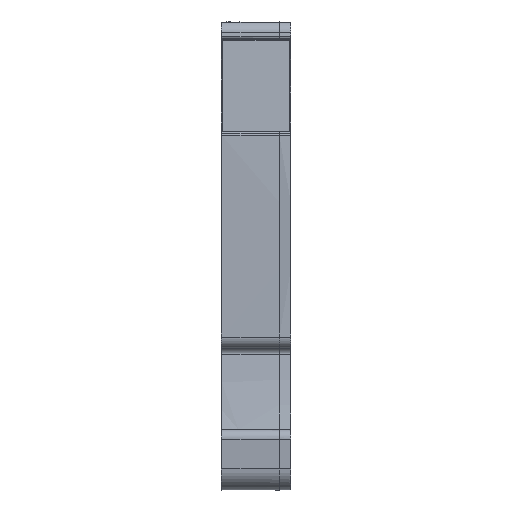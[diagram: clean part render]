
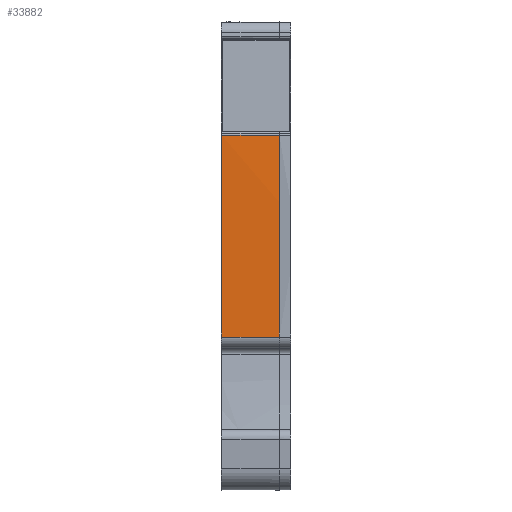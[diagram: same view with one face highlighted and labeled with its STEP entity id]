
A CAD part, front view. The second image highlights one B-rep face of the part: STEP entity #33882.
In plain terms, the highlighted cylindrical face has radius 248.5 mm (diameter 497 mm), a partial arc.
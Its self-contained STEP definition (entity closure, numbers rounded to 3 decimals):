
#19507=AXIS2_PLACEMENT_3D('Circle Axis2P3D',#19505,#19506,$) ;
#33488=AXIS2_PLACEMENT_3D('Cylinder Axis2P3D',#33485,#33486,#33487) ;
#19078=CARTESIAN_POINT('Vertex',(0.05,1.517,13.435)) ;
#19082=CARTESIAN_POINT('Control Point',(0.05,1.891,31.153)) ;
#19083=CARTESIAN_POINT('Control Point',(0.05,1.639,26.729)) ;
#19084=CARTESIAN_POINT('Control Point',(0.05,1.493,22.298)) ;
#19085=CARTESIAN_POINT('Control Point',(0.05,1.452,17.866)) ;
#19086=CARTESIAN_POINT('Control Point',(0.05,1.517,13.435)) ;
#19087=CARTESIAN_POINT('Vertex',(0.05,1.891,31.153)) ;
#19107=CARTESIAN_POINT('Line Origine',(3.66,1.517,13.435)) ;
#19111=CARTESIAN_POINT('Vertex',(5.1,1.517,13.435)) ;
#19502=CARTESIAN_POINT('Vertex',(5.1,1.891,31.153)) ;
#19505=CARTESIAN_POINT('Axis2P3D Location',(5.1,249.99,17.05)) ;
#33180=CARTESIAN_POINT('Line Origine',(3.05,1.891,31.153)) ;
#33485=CARTESIAN_POINT('Axis2P3D Location',(3.05,249.99,17.05)) ;
#19108=DIRECTION('Vector Direction',(-1.,0.,0.)) ;
#19506=DIRECTION('Axis2P3D Direction',(1.,0.,0.)) ;
#33181=DIRECTION('Vector Direction',(1.,0.,0.)) ;
#33486=DIRECTION('Axis2P3D Direction',(1.,0.,0.)) ;
#33487=DIRECTION('Axis2P3D XDirection',(0.,-0.996,0.093)) ;
#19109=VECTOR('Line Direction',#19108,1.) ;
#33182=VECTOR('Line Direction',#33181,1.) ;
#33877=ORIENTED_EDGE('',*,*,#33184,.F.) ;
#33878=ORIENTED_EDGE('',*,*,#19089,.F.) ;
#33879=ORIENTED_EDGE('',*,*,#19113,.T.) ;
#33880=ORIENTED_EDGE('',*,*,#19509,.F.) ;
#33882=ADVANCED_FACE('MLD',(#33881),#33489,.T.) ;
#19081=B_SPLINE_CURVE_WITH_KNOTS('',4,(#19082,#19083,#19084,#19085,#19086),.UNSPECIFIED.,.F.,.U.,(5,5),(0.,17.727),.UNSPECIFIED.) ;
#19508=CIRCLE('generated circle',#19507,248.5) ;
#33489=CYLINDRICAL_SURFACE('generated cylinder',#33488,248.5) ;
#19089=EDGE_CURVE('',#19079,#19088,#19081,.F.) ;
#19113=EDGE_CURVE('',#19079,#19112,#19110,.F.) ;
#19509=EDGE_CURVE('',#19503,#19112,#19508,.T.) ;
#33184=EDGE_CURVE('',#19088,#19503,#33183,.T.) ;
#33876=EDGE_LOOP('',(#33877,#33878,#33879,#33880)) ;
#33881=FACE_OUTER_BOUND('',#33876,.T.) ;
#19110=LINE('Line',#19107,#19109) ;
#33183=LINE('Line',#33180,#33182) ;
#19079=VERTEX_POINT('',#19078) ;
#19088=VERTEX_POINT('',#19087) ;
#19112=VERTEX_POINT('',#19111) ;
#19503=VERTEX_POINT('',#19502) ;
